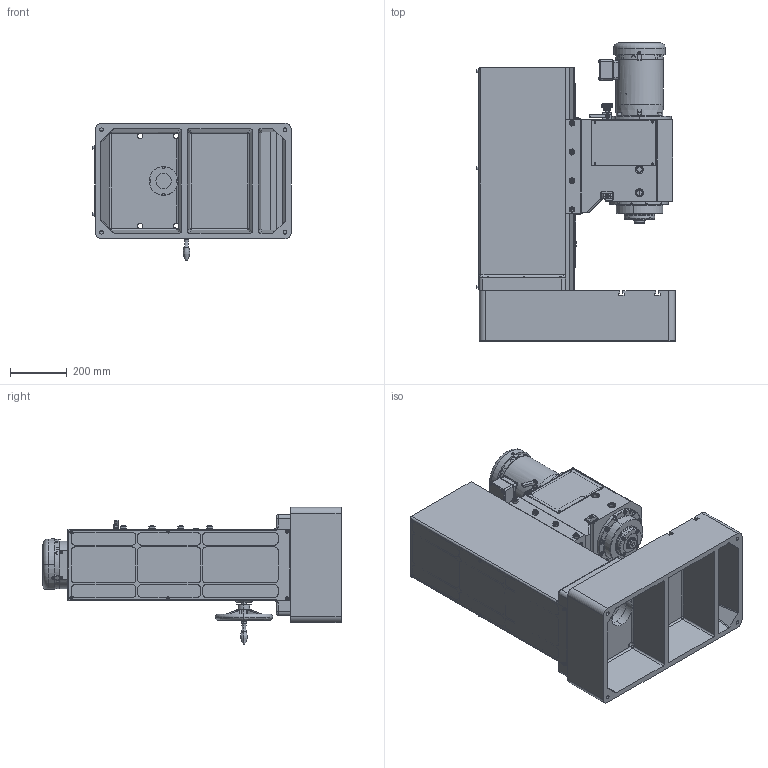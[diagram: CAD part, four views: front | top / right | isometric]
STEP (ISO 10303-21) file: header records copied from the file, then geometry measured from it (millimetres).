
FILE_DESCRIPTION (( 'STEP AP203' ), '1' );
FILE_NAME ('TM25.STEP', '2016-01-13T21:47:09', ( '' ), ( '' ), 'SwSTEP 2.0', 'SolidWorks 2015', '' );
FILE_SCHEMA (( 'CONFIG_CONTROL_DESIGN' ));
Products named in the file (1): TM25
Bounding box: 700.78 x 1052.2 x 484.19 mm (x, y, z)
Surface area: 3604979.1 mm2 (no closed solid volume)
Topology: 0 solids, 156 shells, 1514 faces, 5910 edges, 4458 vertices
Faces by surface type: plane 769, cylinder 522, cone 129, torus 54, bspline 23, sphere 17
Entity records: 66055 total; most frequent: CARTESIAN_POINT 17960, DIRECTION 10034, ORIENTED_EDGE 8542, EDGE_CURVE 5902, VERTEX_POINT 4458, AXIS2_PLACEMENT_3D 3459, LINE 3116, VECTOR 3116
